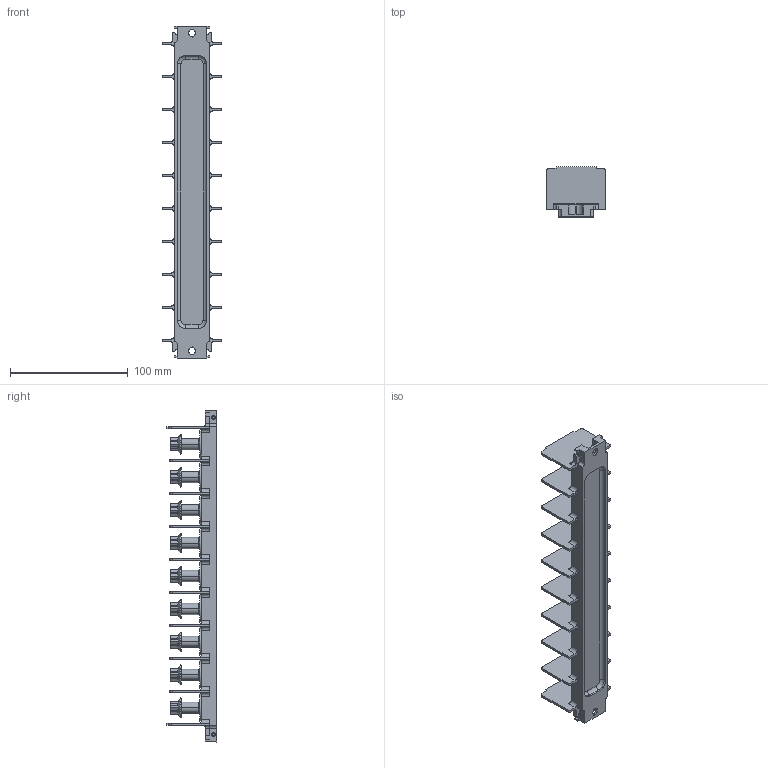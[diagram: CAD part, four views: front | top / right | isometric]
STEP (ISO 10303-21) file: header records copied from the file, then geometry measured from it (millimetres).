
FILE_DESCRIPTION((''),'2;1');
FILE_NAME('32408094003','2019-12-20T',('presta_be4'),(''),'CREO PARAMETRIC BY PTC INC, 2018360','CREO PARAMETRIC BY PTC INC, 2018360','');
FILE_SCHEMA(('CONFIG_CONTROL_DESIGN'));
Length unit declared in the file: millimetre
Products named in the file (1): 32408094003
Bounding box: 50 x 42.5 x 282.2 mm (x, y, z)
Volume: 140426.7 mm3; surface area: 68747.2 mm2
Topology: 1 solids, 1 shells, 807 faces, 2204 edges, 1429 vertices
Faces by surface type: plane 403, cylinder 244, cone 120, torus 36, bspline 4
Entity records: 27369 total; most frequent: CARTESIAN_POINT 7225, ORIENTED_EDGE 4364, DIRECTION 4012, EDGE_CURVE 2182, VERTEX_POINT 1429, AXIS2_PLACEMENT_3D 1419, VECTOR 1174, LINE 1174
